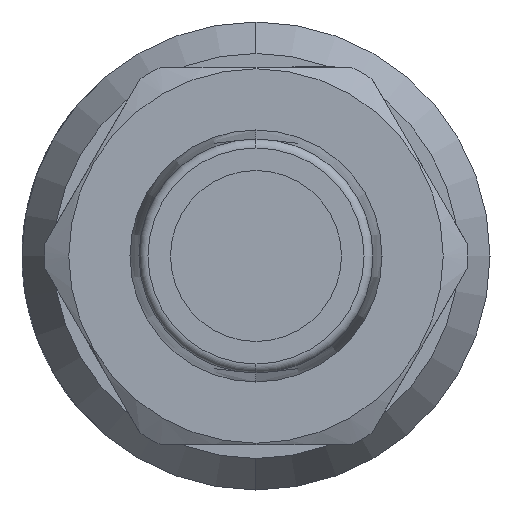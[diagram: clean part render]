
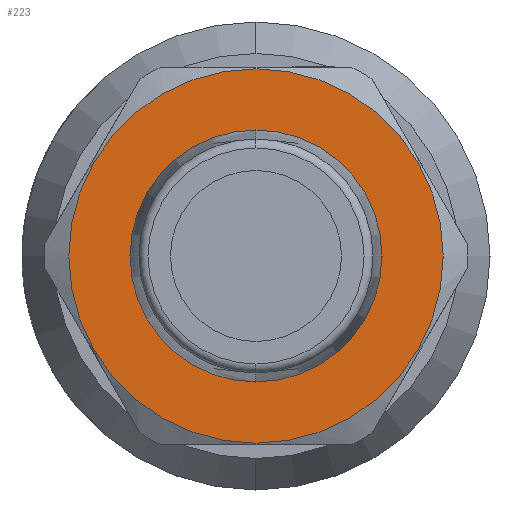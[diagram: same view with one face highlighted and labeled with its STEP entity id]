
A CAD part, left-side view. The second image highlights one B-rep face of the part: STEP entity #223.
In plain terms, the highlighted planar face has unit normal (-1, 0, 0).
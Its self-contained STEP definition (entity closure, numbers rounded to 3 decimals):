
#223 = ADVANCED_FACE ( 'NONE', ( #2665, #2657 ), #2666, .T. ) ;
#252 = EDGE_CURVE ( 'NONE', #1263, #1408, #3558, .T. ) ;
#1263 = VERTEX_POINT ( 'NONE', #2878 ) ;
#1334 = VERTEX_POINT ( 'NONE', #2947 ) ;
#1336 = VERTEX_POINT ( 'NONE', #2949 ) ;
#1408 = VERTEX_POINT ( 'NONE', #3021 ) ;
#1544 = EDGE_LOOP ( 'NONE', ( #4081, #4082 ) ) ;
#1548 = EDGE_LOOP ( 'NONE', ( #4079, #4080 ) ) ;
#1725 = AXIS2_PLACEMENT_3D ( 'NONE', #2226, #2227, #2228 ) ;
#1727 = CIRCLE ( 'NONE', #1725, 7. ) ;
#2226 = CARTESIAN_POINT ( 'NONE',  ( -55., 0., 0. ) ) ;
#2227 = DIRECTION ( 'NONE',  ( -1., 0., 0. ) ) ;
#2228 = DIRECTION ( 'NONE',  ( 0., 0., -1. ) ) ;
#2657 = FACE_BOUND ( 'NONE', #1544, .T. ) ;
#2661 = CARTESIAN_POINT ( 'NONE',  ( -55., -7., 0. ) ) ;
#2665 = FACE_OUTER_BOUND ( 'NONE', #1548, .T. ) ;
#2666 = PLANE ( 'NONE',  #4169 ) ;
#2668 = DIRECTION ( 'NONE',  ( -1., 0., 0. ) ) ;
#2669 = DIRECTION ( 'NONE',  ( 0., 0., -1. ) ) ;
#2815 = CARTESIAN_POINT ( 'NONE',  ( -55., 0., 0. ) ) ;
#2816 = DIRECTION ( 'NONE',  ( -1., 0., 0. ) ) ;
#2817 = DIRECTION ( 'NONE',  ( 0., 0., -1. ) ) ;
#2878 = CARTESIAN_POINT ( 'NONE',  ( -55., 0., -10.4 ) ) ;
#2947 = CARTESIAN_POINT ( 'NONE',  ( -55., 0., -7. ) ) ;
#2949 = CARTESIAN_POINT ( 'NONE',  ( -55., 0., 7. ) ) ;
#3021 = CARTESIAN_POINT ( 'NONE',  ( -55., 0., 10.4 ) ) ;
#3475 = CIRCLE ( 'NONE', #3491, 7. ) ;
#3485 = AXIS2_PLACEMENT_3D ( 'NONE', #4629, #4630, #4631 ) ;
#3487 = CIRCLE ( 'NONE', #3485, 10.4 ) ;
#3491 = AXIS2_PLACEMENT_3D ( 'NONE', #4692, #4693, #4694 ) ;
#3557 = AXIS2_PLACEMENT_3D ( 'NONE', #2815, #2816, #2817 ) ;
#3558 = CIRCLE ( 'NONE', #3557, 10.4 ) ;
#3633 = EDGE_CURVE ( 'NONE', #1408, #1263, #3487, .T. ) ;
#3640 = EDGE_CURVE ( 'NONE', #1334, #1336, #3475, .T. ) ;
#3760 = EDGE_CURVE ( 'NONE', #1336, #1334, #1727, .T. ) ;
#4079 = ORIENTED_EDGE ( 'NONE', *, *, #3633, .T. ) ;
#4080 = ORIENTED_EDGE ( 'NONE', *, *, #252, .T. ) ;
#4081 = ORIENTED_EDGE ( 'NONE', *, *, #3640, .F. ) ;
#4082 = ORIENTED_EDGE ( 'NONE', *, *, #3760, .F. ) ;
#4169 = AXIS2_PLACEMENT_3D ( 'NONE', #2661, #2668, #2669 ) ;
#4629 = CARTESIAN_POINT ( 'NONE',  ( -55., 0., 0. ) ) ;
#4630 = DIRECTION ( 'NONE',  ( -1., 0., 0. ) ) ;
#4631 = DIRECTION ( 'NONE',  ( 0., 0., -1. ) ) ;
#4692 = CARTESIAN_POINT ( 'NONE',  ( -55., 0., 0. ) ) ;
#4693 = DIRECTION ( 'NONE',  ( -1., 0., 0. ) ) ;
#4694 = DIRECTION ( 'NONE',  ( 0., 0., -1. ) ) ;
